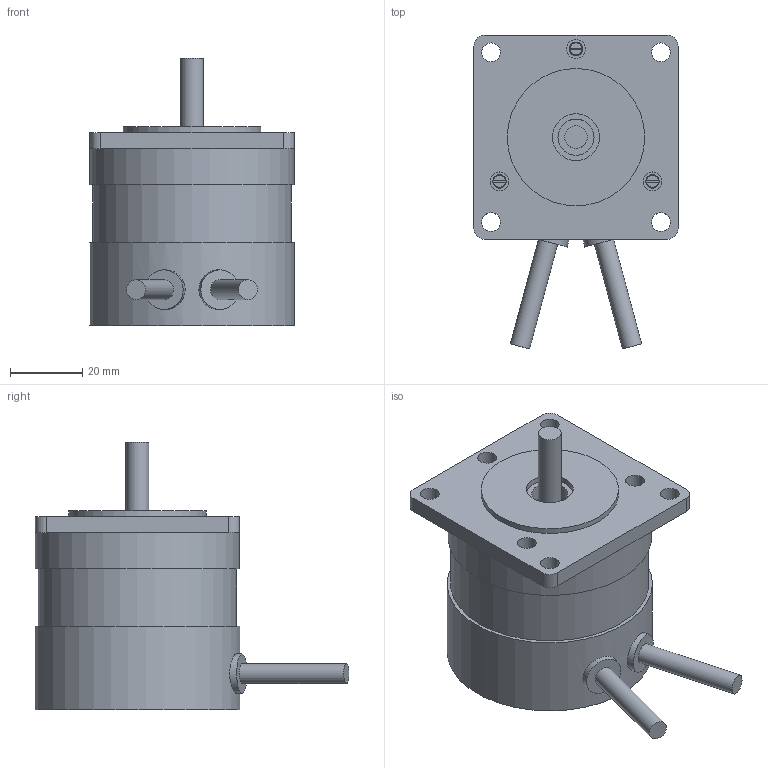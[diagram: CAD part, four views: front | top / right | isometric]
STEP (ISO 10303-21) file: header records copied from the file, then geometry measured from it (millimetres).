
FILE_DESCRIPTION(/* description */ (''),/* implementation_level */ '2;1');
FILE_NAME(/* name */ 'DB59S024035-A.stp',/* time_stamp */ '2016-12-08T11:12:14+01:00',/* author */ ('schneid_cad'),/* organization */ (''),/* preprocessor_version */ 'ST-DEVELOPER v16.5',/* originating_system */ 'Autodesk Inventor 2017',/* authorisation */ '');
FILE_SCHEMA (('AUTOMOTIVE_DESIGN { 1 0 10303 214 3 1 1 }'));
Length unit declared in the file: millimetre
Products named in the file (1): DB59S024035-A
Bounding box: 56.78 x 87.06 x 74.2 mm (x, y, z)
Volume: 139056.5 mm3; surface area: 30693.5 mm2
Topology: 9 solids, 9 shells, 99 faces, 195 edges, 125 vertices
Faces by surface type: plane 49, cylinder 33, cone 11, torus 6
Full cylindrical faces by diameter (mm): 1.754 x3, 2 x3, 2.013 x2, 5.2 x7, 5.5 x2, 6.35 x3, 8.5 x1, 10 x1, 11 x2, 13 x1, 38.1 x1, 55 x1, 56.6 x1, 57 x1
Entity records: 2492 total; most frequent: DIRECTION 450, CARTESIAN_POINT 434, ORIENTED_EDGE 298, AXIS2_PLACEMENT_3D 203, EDGE_LOOP 164, EDGE_CURVE 149, VERTEX_POINT 119, FACE_OUTER_BOUND 99
